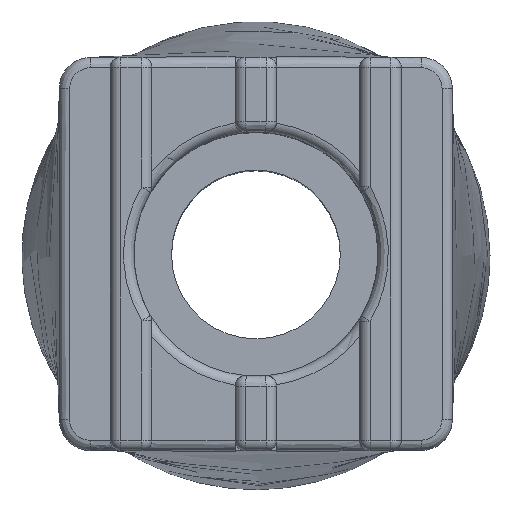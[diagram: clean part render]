
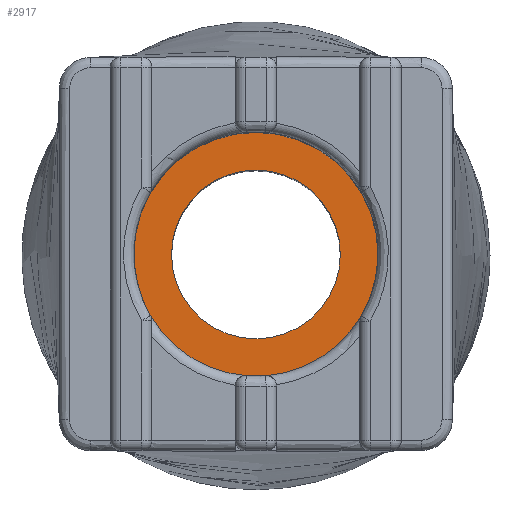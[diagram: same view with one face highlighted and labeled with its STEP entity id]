
A CAD part, top view. The second image highlights one B-rep face of the part: STEP entity #2917.
In plain terms, the highlighted planar face has unit normal (0, 0, 1).
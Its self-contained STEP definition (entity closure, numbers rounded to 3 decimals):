
#888 = AXIS2_PLACEMENT_3D ( 'NONE', #1139, #5547, #1526 ) ;
#1139 = CARTESIAN_POINT ( 'NONE',  ( 4.487, 4.484, 14.2 ) ) ;
#1526 = DIRECTION ( 'NONE',  ( 1., 0., 0. ) ) ;
#1729 = CARTESIAN_POINT ( 'NONE',  ( 6.837, 4.484, 14.2 ) ) ;
#1855 = EDGE_LOOP ( 'NONE', ( #4370 ) ) ;
#1941 = DIRECTION ( 'NONE',  ( 0., 0., 1. ) ) ;
#2036 = CIRCLE ( 'NONE', #2590, 2.35 ) ;
#2083 = FACE_BOUND ( 'NONE', #2127, .T. ) ;
#2112 = VERTEX_POINT ( 'NONE', #1729 ) ;
#2127 = EDGE_LOOP ( 'NONE', ( #2245 ) ) ;
#2245 = ORIENTED_EDGE ( 'NONE', *, *, #4974, .T. ) ;
#2575 = VERTEX_POINT ( 'NONE', #4347 ) ;
#2590 = AXIS2_PLACEMENT_3D ( 'NONE', #3192, #1941, #5043 ) ;
#2893 = CARTESIAN_POINT ( 'NONE',  ( 4.487, 4.484, 14.2 ) ) ;
#2917 = ADVANCED_FACE ( 'NONE', ( #3838, #2083 ), #4282, .T. ) ;
#2922 = DIRECTION ( 'NONE',  ( 0., 0., 1. ) ) ;
#3192 = CARTESIAN_POINT ( 'NONE',  ( 4.487, 4.484, 14.2 ) ) ;
#3619 = CIRCLE ( 'NONE', #888, 1.625 ) ;
#3838 = FACE_OUTER_BOUND ( 'NONE', #1855, .T. ) ;
#3867 = DIRECTION ( 'NONE',  ( 1., 0., 0. ) ) ;
#4282 = PLANE ( 'NONE',  #5756 ) ;
#4347 = CARTESIAN_POINT ( 'NONE',  ( 6.112, 4.484, 14.2 ) ) ;
#4370 = ORIENTED_EDGE ( 'NONE', *, *, #5063, .T. ) ;
#4974 = EDGE_CURVE ( 'NONE', #2575, #2575, #3619, .T. ) ;
#5043 = DIRECTION ( 'NONE',  ( 1., 0., 0. ) ) ;
#5063 = EDGE_CURVE ( 'NONE', #2112, #2112, #2036, .T. ) ;
#5547 = DIRECTION ( 'NONE',  ( 0., 0., -1. ) ) ;
#5756 = AXIS2_PLACEMENT_3D ( 'NONE', #2893, #2922, #3867 ) ;
